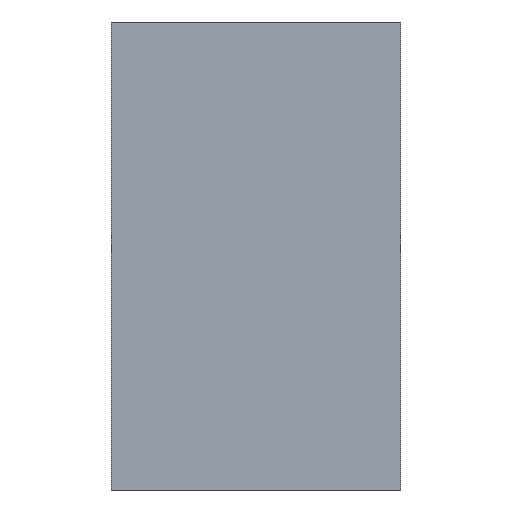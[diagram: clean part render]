
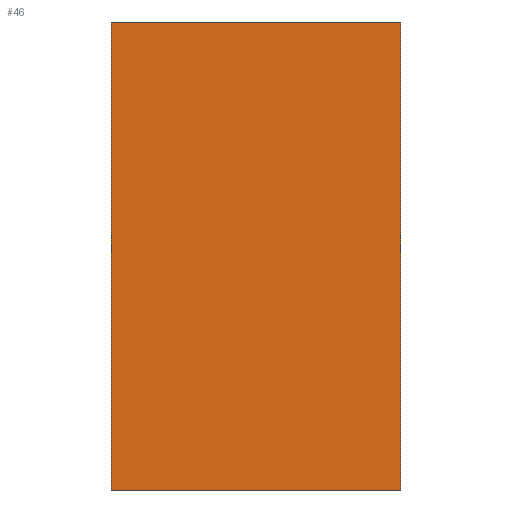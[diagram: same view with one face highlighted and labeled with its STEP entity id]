
A CAD part, left-side view. The second image highlights one B-rep face of the part: STEP entity #46.
In plain terms, the highlighted planar face has unit normal (-1, 0, 0).
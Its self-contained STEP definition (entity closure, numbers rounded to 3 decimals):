
#46 = ADVANCED_FACE( '', ( #92 ), #93, .F. );
#92 = FACE_OUTER_BOUND( '', #129, .T. );
#93 = PLANE( '', #130 );
#129 = EDGE_LOOP( '', ( #189, #190, #191, #192 ) );
#130 = AXIS2_PLACEMENT_3D( '', #193, #194, #195 );
#189 = ORIENTED_EDGE( '', *, *, #202, .T. );
#190 = ORIENTED_EDGE( '', *, *, #215, .F. );
#191 = ORIENTED_EDGE( '', *, *, #212, .F. );
#192 = ORIENTED_EDGE( '', *, *, #217, .T. );
#193 = CARTESIAN_POINT( '', ( -198., 23.5, 76. ) );
#194 = DIRECTION( '', ( 1., 0., 0. ) );
#195 = DIRECTION( '', ( 0., 0., -1. ) );
#202 = EDGE_CURVE( '', #226, #230, #232, .T. );
#212 = EDGE_CURVE( '', #245, #247, #248, .T. );
#215 = EDGE_CURVE( '', #247, #230, #251, .T. );
#217 = EDGE_CURVE( '', #245, #226, #253, .T. );
#226 = VERTEX_POINT( '', #262 );
#230 = VERTEX_POINT( '', #268 );
#232 = LINE( '', #271, #272 );
#245 = VERTEX_POINT( '', #288 );
#247 = VERTEX_POINT( '', #291 );
#248 = LINE( '', #292, #293 );
#251 = LINE( '', #297, #298 );
#253 = LINE( '', #300, #301 );
#262 = CARTESIAN_POINT( '', ( -198., 23.5, 0. ) );
#268 = CARTESIAN_POINT( '', ( -198., -23.5, 0. ) );
#271 = CARTESIAN_POINT( '', ( -198., 23.5, 0. ) );
#272 = VECTOR( '', #313, 1000. );
#288 = CARTESIAN_POINT( '', ( -198., 23.5, 76. ) );
#291 = CARTESIAN_POINT( '', ( -198., -23.5, 76. ) );
#292 = CARTESIAN_POINT( '', ( -198., 23.5, 76. ) );
#293 = VECTOR( '', #324, 1000. );
#297 = CARTESIAN_POINT( '', ( -198., -23.5, 76. ) );
#298 = VECTOR( '', #326, 1000. );
#300 = CARTESIAN_POINT( '', ( -198., 23.5, 76. ) );
#301 = VECTOR( '', #327, 1000. );
#313 = DIRECTION( '', ( 0., -1., 0. ) );
#324 = DIRECTION( '', ( 0., -1., 0. ) );
#326 = DIRECTION( '', ( 0., 0., -1. ) );
#327 = DIRECTION( '', ( 0., 0., -1. ) );
